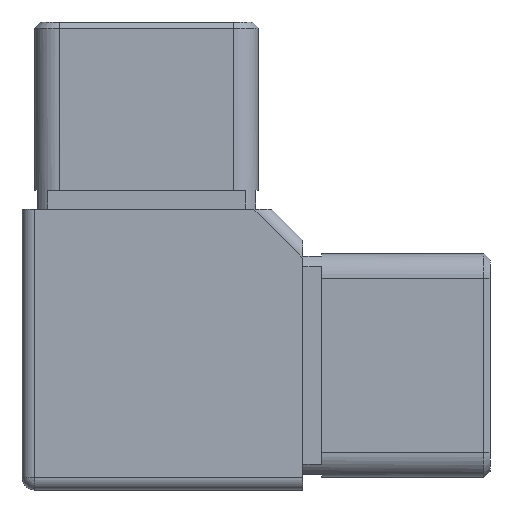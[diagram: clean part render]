
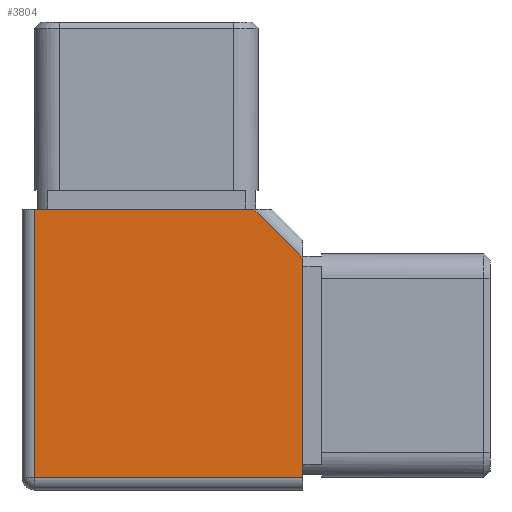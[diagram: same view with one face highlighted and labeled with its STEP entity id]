
A CAD part, front view. The second image highlights one B-rep face of the part: STEP entity #3804.
In plain terms, the highlighted planar face has unit normal (0, -1, 0).
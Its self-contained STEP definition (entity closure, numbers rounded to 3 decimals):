
#147 = CARTESIAN_POINT ( 'NONE',  ( -20.5, -20., 0. ) ) ;
#396 = DIRECTION ( 'NONE',  ( 1., 0., 0. ) ) ;
#1424 = CARTESIAN_POINT ( 'NONE',  ( 22.5, -20., -20.5 ) ) ;
#1429 = EDGE_CURVE ( 'NONE', #11494, #7942, #9320, .T. ) ;
#1457 = CARTESIAN_POINT ( 'NONE',  ( 16.086, -20., 21.086 ) ) ;
#1566 = CARTESIAN_POINT ( 'NONE',  ( 14.672, -20., 22.5 ) ) ;
#2373 = ORIENTED_EDGE ( 'NONE', *, *, #11687, .F. ) ;
#2605 = CARTESIAN_POINT ( 'NONE',  ( 22.5, -20., -22.5 ) ) ;
#2790 = CARTESIAN_POINT ( 'NONE',  ( 0., -20., 0. ) ) ;
#3117 = ORIENTED_EDGE ( 'NONE', *, *, #7521, .T. ) ;
#3196 = ORIENTED_EDGE ( 'NONE', *, *, #7820, .T. ) ;
#3661 = ORIENTED_EDGE ( 'NONE', *, *, #4209, .F. ) ;
#3792 = EDGE_LOOP ( 'NONE', ( #3661, #3117, #3196, #2373, #8519 ) ) ;
#3804 = ADVANCED_FACE ( 'NONE', ( #9740 ), #5876, .F. ) ;
#4209 = EDGE_CURVE ( 'NONE', #9113, #7942, #7812, .T. ) ;
#4226 = CARTESIAN_POINT ( 'NONE',  ( 22.5, -20., 14.672 ) ) ;
#4312 = VECTOR ( 'NONE', #396, 1000. ) ;
#5543 = VECTOR ( 'NONE', #6812, 1000. ) ;
#5811 = AXIS2_PLACEMENT_3D ( 'NONE', #2790, #6728, #10645 ) ;
#5876 = PLANE ( 'NONE',  #5811 ) ;
#6130 = CARTESIAN_POINT ( 'NONE',  ( -22.5, -20., 22.5 ) ) ;
#6728 = DIRECTION ( 'NONE',  ( 0., 1., 0. ) ) ;
#6812 = DIRECTION ( 'NONE',  ( 0., 0., -1. ) ) ;
#6984 = VECTOR ( 'NONE', #11487, 1000. ) ;
#7521 = EDGE_CURVE ( 'NONE', #9113, #10172, #7827, .T. ) ;
#7562 = CARTESIAN_POINT ( 'NONE',  ( 0., -20., -20.5 ) ) ;
#7812 = LINE ( 'NONE', #6130, #4312 ) ;
#7820 = EDGE_CURVE ( 'NONE', #10172, #9826, #12316, .T. ) ;
#7827 = LINE ( 'NONE', #147, #5543 ) ;
#7942 = VERTEX_POINT ( 'NONE', #1566 ) ;
#8459 = VECTOR ( 'NONE', #12389, 1000. ) ;
#8519 = ORIENTED_EDGE ( 'NONE', *, *, #1429, .T. ) ;
#9113 = VERTEX_POINT ( 'NONE', #10932 ) ;
#9320 = LINE ( 'NONE', #1457, #12557 ) ;
#9740 = FACE_OUTER_BOUND ( 'NONE', #3792, .T. ) ;
#9826 = VERTEX_POINT ( 'NONE', #1424 ) ;
#10172 = VERTEX_POINT ( 'NONE', #12173 ) ;
#10475 = DIRECTION ( 'NONE',  ( -0.707, 0., 0.707 ) ) ;
#10645 = DIRECTION ( 'NONE',  ( 0., 0., 1. ) ) ;
#10727 = LINE ( 'NONE', #2605, #8459 ) ;
#10932 = CARTESIAN_POINT ( 'NONE',  ( -20.5, -20., 22.5 ) ) ;
#11487 = DIRECTION ( 'NONE',  ( 1., 0., 0. ) ) ;
#11494 = VERTEX_POINT ( 'NONE', #4226 ) ;
#11687 = EDGE_CURVE ( 'NONE', #11494, #9826, #10727, .T. ) ;
#12173 = CARTESIAN_POINT ( 'NONE',  ( -20.5, -20., -20.5 ) ) ;
#12316 = LINE ( 'NONE', #7562, #6984 ) ;
#12389 = DIRECTION ( 'NONE',  ( 0., 0., -1. ) ) ;
#12557 = VECTOR ( 'NONE', #10475, 1000. ) ;
